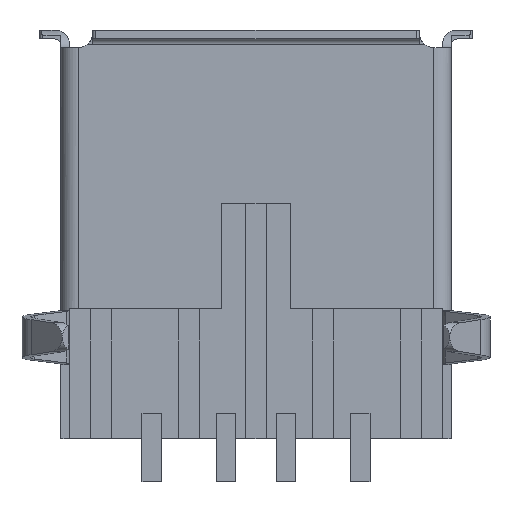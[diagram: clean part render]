
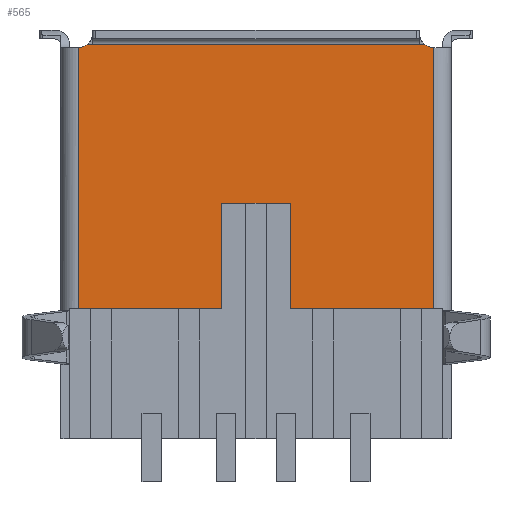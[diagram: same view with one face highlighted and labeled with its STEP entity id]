
A CAD part, front view. The second image highlights one B-rep face of the part: STEP entity #565.
In plain terms, the highlighted planar face has unit normal (0, -1, 0).
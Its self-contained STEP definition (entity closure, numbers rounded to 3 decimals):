
#565=ADVANCED_FACE('',(#1161),#1162,.T.);
#1161=FACE_OUTER_BOUND('',#1784,.T.);
#1162=PLANE('',#1785);
#1784=EDGE_LOOP('',(#3563,#3564,#3565,#3566,#3567,#3568,#3569,#3570,#3571,#3572,#3573,#3574));
#1785=AXIS2_PLACEMENT_3D('',#3575,#3576,#3577);
#3563=ORIENTED_EDGE('',*,*,#4088,.T.);
#3564=ORIENTED_EDGE('',*,*,#4136,.T.);
#3565=ORIENTED_EDGE('',*,*,#4342,.T.);
#3566=ORIENTED_EDGE('',*,*,#4431,.T.);
#3567=ORIENTED_EDGE('',*,*,#4619,.F.);
#3568=ORIENTED_EDGE('',*,*,#4417,.T.);
#3569=ORIENTED_EDGE('',*,*,#4314,.T.);
#3570=ORIENTED_EDGE('',*,*,#4302,.T.);
#3571=ORIENTED_EDGE('',*,*,#4063,.T.);
#3572=ORIENTED_EDGE('',*,*,#4060,.T.);
#3573=ORIENTED_EDGE('',*,*,#4053,.T.);
#3574=ORIENTED_EDGE('',*,*,#4101,.T.);
#3575=CARTESIAN_POINT('',(-8.0,0.615,-4.934));
#3576=DIRECTION('',(0.0,-1.0,0.0));
#3577=DIRECTION('',(0.,0.0,-1.0));
#4053=EDGE_CURVE('',#4946,#4947,#4948,.T.);
#4060=EDGE_CURVE('',#4957,#4946,#4958,.T.);
#4063=EDGE_CURVE('',#4961,#4957,#4962,.T.);
#4088=EDGE_CURVE('',#4994,#4995,#4996,.T.);
#4101=EDGE_CURVE('',#4947,#4994,#5018,.T.);
#4136=EDGE_CURVE('',#4995,#5060,#5062,.T.);
#4302=EDGE_CURVE('',#5316,#4961,#5317,.T.);
#4314=EDGE_CURVE('',#5335,#5316,#5336,.T.);
#4342=EDGE_CURVE('',#5060,#5378,#5380,.T.);
#4417=EDGE_CURVE('',#5494,#5335,#5495,.T.);
#4431=EDGE_CURVE('',#5378,#5515,#5517,.T.);
#4619=EDGE_CURVE('',#5494,#5515,#5794,.T.);
#4946=VERTEX_POINT('',#6242);
#4947=VERTEX_POINT('',#6243);
#4948=LINE('',#6244,#6245);
#4957=VERTEX_POINT('',#6259);
#4958=LINE('',#6260,#6261);
#4961=VERTEX_POINT('',#6265);
#4962=LINE('',#6266,#6267);
#4994=VERTEX_POINT('',#6314);
#4995=VERTEX_POINT('',#6315);
#4996=LINE('',#6316,#6317);
#5018=LINE('',#6349,#6350);
#5060=VERTEX_POINT('',#6410);
#5062=LINE('',#6412,#6413);
#5316=VERTEX_POINT('',#6815);
#5317=LINE('',#6816,#6817);
#5335=VERTEX_POINT('',#6842);
#5336=LINE('',#6843,#6844);
#5378=VERTEX_POINT('',#6940);
#5380=LINE('',#6943,#6944);
#5494=VERTEX_POINT('',#7207);
#5495=CIRCLE('',#7208,0.487);
#5515=VERTEX_POINT('',#7267);
#5517=CIRCLE('',#7285,0.487);
#5794=LINE('',#7680,#7681);
#6242=CARTESIAN_POINT('',(-1.16,0.615,-5.8));
#6243=CARTESIAN_POINT('',(1.16,0.615,-5.8));
#6244=CARTESIAN_POINT('',(-4.,0.615,-5.8));
#6245=VECTOR('',#7939,1.0);
#6259=CARTESIAN_POINT('',(-1.16,0.615,-9.35));
#6260=CARTESIAN_POINT('',(-1.16,0.615,-6.23));
#6261=VECTOR('',#7945,1.0);
#6265=CARTESIAN_POINT('',(-5.969,0.615,-9.35));
#6266=CARTESIAN_POINT('',(-6.1,0.615,-9.35));
#6267=VECTOR('',#7947,1.0);
#6314=CARTESIAN_POINT('',(1.16,0.615,-9.35));
#6315=CARTESIAN_POINT('',(5.969,0.615,-9.35));
#6316=CARTESIAN_POINT('',(-1.9,0.615,-9.35));
#6317=VECTOR('',#7966,1.0);
#6349=CARTESIAN_POINT('',(1.16,0.615,-6.23));
#6350=VECTOR('',#7980,1.0);
#6410=CARTESIAN_POINT('',(5.969,0.615,-0.587));
#6412=CARTESIAN_POINT('',(5.969,0.615,-4.934));
#6413=VECTOR('',#8008,1.0);
#6815=CARTESIAN_POINT('',(-5.969,0.615,-0.587));
#6816=CARTESIAN_POINT('',(-5.969,0.615,-4.934));
#6817=VECTOR('',#8171,1.0);
#6842=CARTESIAN_POINT('',(-5.963,0.615,-0.587));
#6843=CARTESIAN_POINT('',(-7.053,0.615,-0.587));
#6844=VECTOR('',#8188,1.0);
#6940=CARTESIAN_POINT('',(5.963,0.615,-0.587));
#6943=CARTESIAN_POINT('',(-0.947,0.615,-0.587));
#6944=VECTOR('',#8221,1.0);
#7207=CARTESIAN_POINT('',(-5.668,0.615,-0.487));
#7208=AXIS2_PLACEMENT_3D('',#8310,#8311,#8312);
#7267=CARTESIAN_POINT('',(5.668,0.615,-0.487));
#7285=AXIS2_PLACEMENT_3D('',#8330,#8331,#8332);
#7680=CARTESIAN_POINT('',(-8.0,0.615,-0.487));
#7681=VECTOR('',#8581,1.0);
#7939=DIRECTION('',(1.0,0.0,0.));
#7945=DIRECTION('',(0.,0.0,1.0));
#7947=DIRECTION('',(1.0,0.0,0.));
#7966=DIRECTION('',(1.0,0.0,0.));
#7980=DIRECTION('',(0.,0.0,-1.0));
#8008=DIRECTION('',(0.,-0.0,1.0));
#8171=DIRECTION('',(0.,0.0,-1.0));
#8188=DIRECTION('',(-1.0,0.0,0.));
#8221=DIRECTION('',(-1.0,0.0,0.));
#8310=CARTESIAN_POINT('',(-5.963,0.615,-0.1));
#8311=DIRECTION('',(0.0,1.0,0.0));
#8312=DIRECTION('',(-1.0,0.0,0.));
#8330=CARTESIAN_POINT('',(5.963,0.615,-0.1));
#8331=DIRECTION('',(0.0,1.0,0.0));
#8332=DIRECTION('',(-1.0,0.0,0.));
#8581=DIRECTION('',(1.0,0.0,0.));
